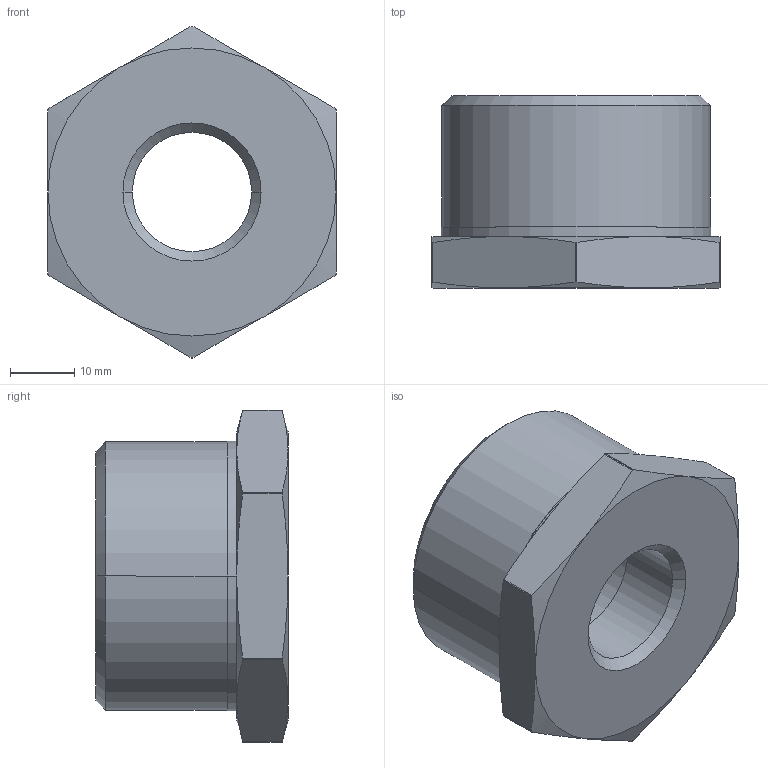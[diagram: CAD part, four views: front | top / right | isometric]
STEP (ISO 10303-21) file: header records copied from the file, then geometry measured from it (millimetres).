
FILE_DESCRIPTION (( 'STEP AP214' ), '1' );
FILE_NAME ('heco_RS-114-012-I.STEP', '2017-05-17T10:09:20', ( '' ), ( '' ), 'SwSTEP 2.0', 'SolidWorks 2016', '' );
FILE_SCHEMA (( 'AUTOMOTIVE_DESIGN' ));
Length unit declared in the file: millimetre
Products named in the file (1): heco_RS-114-012-I
Bounding box: 45 x 30 x 51.87 mm (x, y, z)
Volume: 34326.4 mm3; surface area: 8761.2 mm2
Topology: 1 solids, 1 shells, 221 faces, 565 edges, 370 vertices
Faces by surface type: plane 111, bspline 70, cylinder 20, cone 20
Entity records: 12159 total; most frequent: CARTESIAN_POINT 5507, ORIENTED_EDGE 1130, DIRECTION 717, EDGE_CURVE 565, VERTEX_POINT 370, VECTOR 341, LINE 341, EDGE_LOOP 247
